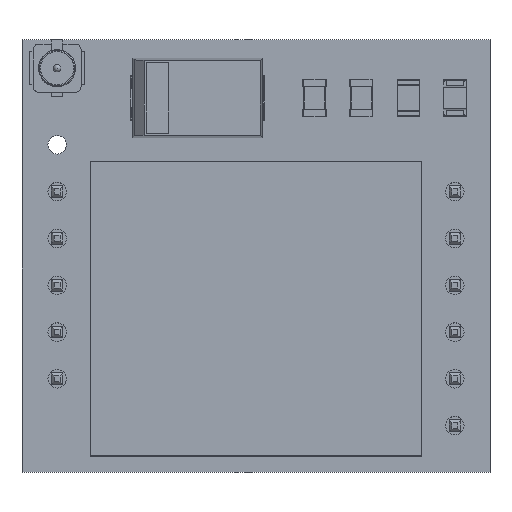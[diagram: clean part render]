
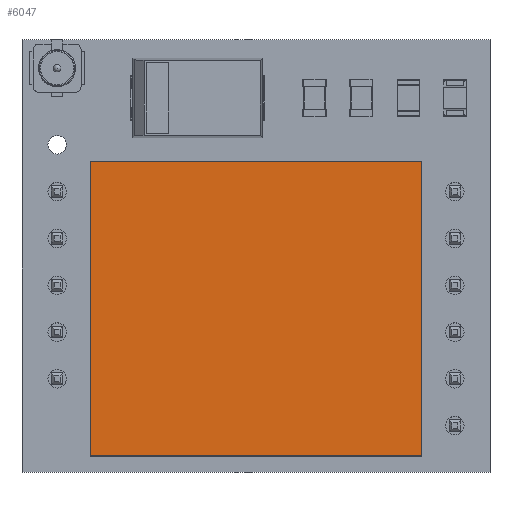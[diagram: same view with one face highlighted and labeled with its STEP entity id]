
A CAD part, top view. The second image highlights one B-rep face of the part: STEP entity #6047.
In plain terms, the highlighted planar face has unit normal (0, 0, 1).
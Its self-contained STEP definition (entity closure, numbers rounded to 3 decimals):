
#5918 = VERTEX_POINT('',#5919);
#5919 = CARTESIAN_POINT('',(-9.,8.,2.5));
#5925 = EDGE_CURVE('',#5918,#5926,#5928,.T.);
#5926 = VERTEX_POINT('',#5927);
#5927 = CARTESIAN_POINT('',(-9.,-8.,2.5));
#5928 = LINE('',#5929,#5930);
#5929 = CARTESIAN_POINT('',(-9.,8.,2.5));
#5930 = VECTOR('',#5931,1.);
#5931 = DIRECTION('',(0.,-1.,0.));
#5956 = EDGE_CURVE('',#5926,#5957,#5959,.T.);
#5957 = VERTEX_POINT('',#5958);
#5958 = CARTESIAN_POINT('',(9.,-8.,2.5));
#5959 = LINE('',#5960,#5961);
#5960 = CARTESIAN_POINT('',(-9.,-8.,2.5));
#5961 = VECTOR('',#5962,1.);
#5962 = DIRECTION('',(1.,0.,0.));
#5987 = EDGE_CURVE('',#5957,#5988,#5990,.T.);
#5988 = VERTEX_POINT('',#5989);
#5989 = CARTESIAN_POINT('',(9.,8.,2.5));
#5990 = LINE('',#5991,#5992);
#5991 = CARTESIAN_POINT('',(9.,-8.,2.5));
#5992 = VECTOR('',#5993,1.);
#5993 = DIRECTION('',(0.,1.,0.));
#6018 = EDGE_CURVE('',#5988,#5918,#6019,.T.);
#6019 = LINE('',#6020,#6021);
#6020 = CARTESIAN_POINT('',(9.,8.,2.5));
#6021 = VECTOR('',#6022,1.);
#6022 = DIRECTION('',(-1.,0.,0.));
#6047 = ADVANCED_FACE('',(#6048),#6054,.T.);
#6048 = FACE_BOUND('',#6049,.T.);
#6049 = EDGE_LOOP('',(#6050,#6051,#6052,#6053));
#6050 = ORIENTED_EDGE('',*,*,#5925,.T.);
#6051 = ORIENTED_EDGE('',*,*,#5956,.T.);
#6052 = ORIENTED_EDGE('',*,*,#5987,.T.);
#6053 = ORIENTED_EDGE('',*,*,#6018,.T.);
#6054 = PLANE('',#6055);
#6055 = AXIS2_PLACEMENT_3D('',#6056,#6057,#6058);
#6056 = CARTESIAN_POINT('',(0.,0.,2.5));
#6057 = DIRECTION('',(0.,0.,1.));
#6058 = DIRECTION('',(1.,0.,-0.));
